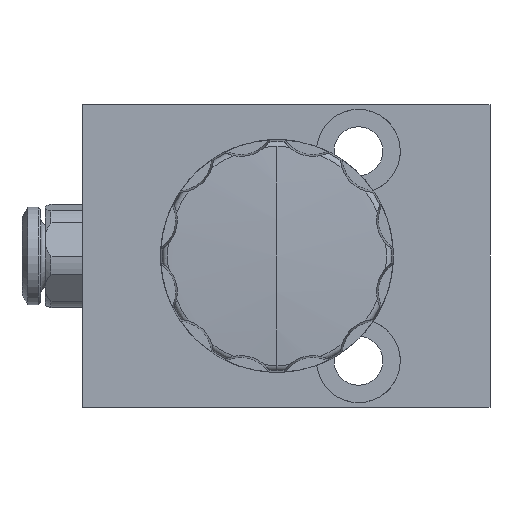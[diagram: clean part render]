
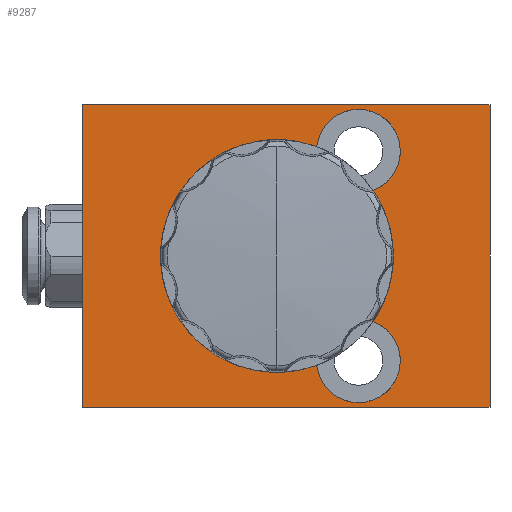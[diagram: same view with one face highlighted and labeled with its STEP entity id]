
A CAD part, left-side view. The second image highlights one B-rep face of the part: STEP entity #9287.
In plain terms, the highlighted planar face has unit normal (-1, 0, 0).
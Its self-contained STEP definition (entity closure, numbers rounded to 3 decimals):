
#174 = DIRECTION ( 'NONE',  ( 0., 0., 1. ) ) ;
#352 = VERTEX_POINT ( 'NONE', #7803 ) ;
#511 = CARTESIAN_POINT ( 'NONE',  ( 0., 0., 0. ) ) ;
#533 = CARTESIAN_POINT ( 'NONE',  ( 0., 11.3, 4. ) ) ;
#599 = ORIENTED_EDGE ( 'NONE', *, *, #16125, .F. ) ;
#661 = VERTEX_POINT ( 'NONE', #16514 ) ;
#796 = LINE ( 'NONE', #12326, #8582 ) ;
#982 = ORIENTED_EDGE ( 'NONE', *, *, #13049, .F. ) ;
#1032 = DIRECTION ( 'NONE',  ( 0., 0., -1. ) ) ;
#1068 = CARTESIAN_POINT ( 'NONE',  ( 0., 14.832, 21.305 ) ) ;
#1270 = ORIENTED_EDGE ( 'NONE', *, *, #12612, .T. ) ;
#1275 = VECTOR ( 'NONE', #12673, 1000. ) ;
#1703 = VECTOR ( 'NONE', #1793, 1000. ) ;
#1793 = DIRECTION ( 'NONE',  ( 0., -1., 0. ) ) ;
#1803 = DIRECTION ( 'NONE',  ( 0., 0., 1. ) ) ;
#1916 = LINE ( 'NONE', #14428, #5327 ) ;
#2402 = EDGE_CURVE ( 'NONE', #3272, #7131, #3822, .T. ) ;
#2770 = EDGE_CURVE ( 'NONE', #11475, #352, #3202, .T. ) ;
#2974 = EDGE_CURVE ( 'NONE', #661, #9120, #796, .T. ) ;
#3005 = CARTESIAN_POINT ( 'NONE',  ( 0., 11.3, 22. ) ) ;
#3159 = CARTESIAN_POINT ( 'NONE',  ( 0., 0., 26. ) ) ;
#3202 = CIRCLE ( 'NONE', #6904, 3.6 ) ;
#3272 = VERTEX_POINT ( 'NONE', #10195 ) ;
#3284 = CIRCLE ( 'NONE', #7113, 9. ) ;
#3419 = DIRECTION ( 'NONE',  ( -1., 0., 0. ) ) ;
#3433 = AXIS2_PLACEMENT_3D ( 'NONE', #15015, #7391, #16305 ) ;
#3649 = AXIS2_PLACEMENT_3D ( 'NONE', #15423, #7818, #174 ) ;
#3822 = CIRCLE ( 'NONE', #11283, 3.6 ) ;
#3948 = VERTEX_POINT ( 'NONE', #15157 ) ;
#4292 = DIRECTION ( 'NONE',  ( 0., 0., 1. ) ) ;
#4766 = PLANE ( 'NONE',  #9062 ) ;
#5026 = CARTESIAN_POINT ( 'NONE',  ( 0., 0., 26. ) ) ;
#5237 = VERTEX_POINT ( 'NONE', #5325 ) ;
#5325 = CARTESIAN_POINT ( 'NONE',  ( 0., 0., 0. ) ) ;
#5327 = VECTOR ( 'NONE', #8099, 1000. ) ;
#5534 = DIRECTION ( 'NONE',  ( -1., 0., 0. ) ) ;
#5670 = EDGE_CURVE ( 'NONE', #352, #10658, #12705, .T. ) ;
#6061 = ORIENTED_EDGE ( 'NONE', *, *, #5670, .F. ) ;
#6252 = CIRCLE ( 'NONE', #3433, 9. ) ;
#6325 = CIRCLE ( 'NONE', #15532, 3.6 ) ;
#6450 = CARTESIAN_POINT ( 'NONE',  ( 0., 18.3, 13. ) ) ;
#6467 = ORIENTED_EDGE ( 'NONE', *, *, #2402, .F. ) ;
#6846 = CIRCLE ( 'NONE', #14171, 9. ) ;
#6904 = AXIS2_PLACEMENT_3D ( 'NONE', #3005, #11939, #4292 ) ;
#6954 = EDGE_CURVE ( 'NONE', #10678, #5237, #11892, .T. ) ;
#7113 = AXIS2_PLACEMENT_3D ( 'NONE', #13180, #5534, #14438 ) ;
#7131 = VERTEX_POINT ( 'NONE', #14989 ) ;
#7391 = DIRECTION ( 'NONE',  ( -1., 0., 0. ) ) ;
#7654 = ORIENTED_EDGE ( 'NONE', *, *, #6954, .T. ) ;
#7752 = DIRECTION ( 'NONE',  ( 0., 0., -1. ) ) ;
#7803 = CARTESIAN_POINT ( 'NONE',  ( 0., 11.3, 25.6 ) ) ;
#7818 = DIRECTION ( 'NONE',  ( -1., 0., 0. ) ) ;
#8099 = DIRECTION ( 'NONE',  ( 0., 0., -1. ) ) ;
#8193 = ORIENTED_EDGE ( 'NONE', *, *, #2770, .F. ) ;
#8582 = VECTOR ( 'NONE', #9811, 1000. ) ;
#8677 = DIRECTION ( 'NONE',  ( 1., 0., 0. ) ) ;
#9062 = AXIS2_PLACEMENT_3D ( 'NONE', #16303, #8677, #1032 ) ;
#9120 = VERTEX_POINT ( 'NONE', #3159 ) ;
#9287 = ADVANCED_FACE ( 'NONE', ( #12494, #9910 ), #4766, .F. ) ;
#9452 = DIRECTION ( 'NONE',  ( -1., 0., 0. ) ) ;
#9811 = DIRECTION ( 'NONE',  ( 0., -1., 0. ) ) ;
#9910 = FACE_BOUND ( 'NONE', #14233, .T. ) ;
#9922 = EDGE_CURVE ( 'NONE', #9120, #5237, #14435, .T. ) ;
#9973 = VERTEX_POINT ( 'NONE', #15322 ) ;
#10076 = EDGE_CURVE ( 'NONE', #9973, #3948, #6252, .T. ) ;
#10195 = CARTESIAN_POINT ( 'NONE',  ( 0., 11.3, 0.4 ) ) ;
#10658 = VERTEX_POINT ( 'NONE', #1068 ) ;
#10678 = VERTEX_POINT ( 'NONE', #13722 ) ;
#11069 = CARTESIAN_POINT ( 'NONE',  ( 0., 11.3, 4. ) ) ;
#11283 = AXIS2_PLACEMENT_3D ( 'NONE', #11069, #3419, #12349 ) ;
#11475 = VERTEX_POINT ( 'NONE', #14249 ) ;
#11892 = LINE ( 'NONE', #511, #1703 ) ;
#11939 = DIRECTION ( 'NONE',  ( -1., 0., 0. ) ) ;
#12326 = CARTESIAN_POINT ( 'NONE',  ( 0., 0., 26. ) ) ;
#12349 = DIRECTION ( 'NONE',  ( 0., 0., 1. ) ) ;
#12494 = FACE_OUTER_BOUND ( 'NONE', #16502, .T. ) ;
#12612 = EDGE_CURVE ( 'NONE', #661, #10678, #1916, .T. ) ;
#12673 = DIRECTION ( 'NONE',  ( 0., 0., -1. ) ) ;
#12705 = CIRCLE ( 'NONE', #3649, 3.6 ) ;
#13049 = EDGE_CURVE ( 'NONE', #7131, #11475, #3284, .T. ) ;
#13180 = CARTESIAN_POINT ( 'NONE',  ( 0., 18.3, 13. ) ) ;
#13470 = EDGE_CURVE ( 'NONE', #10658, #9973, #6846, .T. ) ;
#13722 = CARTESIAN_POINT ( 'NONE',  ( 0., 35., 0. ) ) ;
#14171 = AXIS2_PLACEMENT_3D ( 'NONE', #6450, #15369, #7752 ) ;
#14233 = EDGE_LOOP ( 'NONE', ( #16075, #6061, #8193, #982, #6467, #599, #15972 ) ) ;
#14249 = CARTESIAN_POINT ( 'NONE',  ( 0., 11.104, 18.405 ) ) ;
#14386 = ORIENTED_EDGE ( 'NONE', *, *, #2974, .F. ) ;
#14428 = CARTESIAN_POINT ( 'NONE',  ( 0., 35., 26. ) ) ;
#14435 = LINE ( 'NONE', #5026, #1275 ) ;
#14438 = DIRECTION ( 'NONE',  ( 0., 0., -1. ) ) ;
#14989 = CARTESIAN_POINT ( 'NONE',  ( 0., 11.104, 7.595 ) ) ;
#15015 = CARTESIAN_POINT ( 'NONE',  ( 0., 18.3, 13. ) ) ;
#15051 = ORIENTED_EDGE ( 'NONE', *, *, #9922, .F. ) ;
#15157 = CARTESIAN_POINT ( 'NONE',  ( 0., 14.832, 4.695 ) ) ;
#15322 = CARTESIAN_POINT ( 'NONE',  ( 0., 27.3, 13. ) ) ;
#15369 = DIRECTION ( 'NONE',  ( -1., 0., 0. ) ) ;
#15423 = CARTESIAN_POINT ( 'NONE',  ( 0., 11.3, 22. ) ) ;
#15532 = AXIS2_PLACEMENT_3D ( 'NONE', #533, #9452, #1803 ) ;
#15972 = ORIENTED_EDGE ( 'NONE', *, *, #10076, .F. ) ;
#16075 = ORIENTED_EDGE ( 'NONE', *, *, #13470, .F. ) ;
#16125 = EDGE_CURVE ( 'NONE', #3948, #3272, #6325, .T. ) ;
#16303 = CARTESIAN_POINT ( 'NONE',  ( 0., 0., 26. ) ) ;
#16305 = DIRECTION ( 'NONE',  ( 0., 0., -1. ) ) ;
#16502 = EDGE_LOOP ( 'NONE', ( #7654, #15051, #14386, #1270 ) ) ;
#16514 = CARTESIAN_POINT ( 'NONE',  ( 0., 35., 26. ) ) ;
